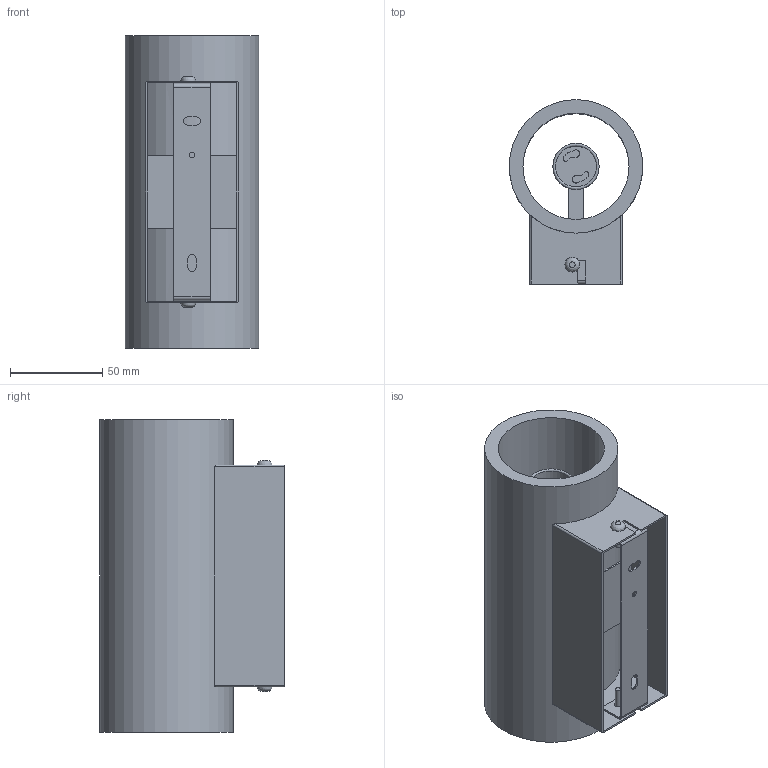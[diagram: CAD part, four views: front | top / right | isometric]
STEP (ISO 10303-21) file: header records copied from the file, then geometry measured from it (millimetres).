
FILE_DESCRIPTION(/* description */ (''),/* implementation_level */ '2;1');
FILE_NAME(/* name */ 'Tek W0425 v1.step',/* time_stamp */ '2025-08-07T12:25:41+02:00',/* author */ (''),/* organization */ (''),/* preprocessor_version */ 'ST-DEVELOPER v20.1',/* originating_system */ 'Autodesk Translation Framework v14.10.0.0',/* authorisation */ '');
FILE_SCHEMA (('AUTOMOTIVE_DESIGN { 1 0 10303 214 3 1 1 }'));
Length unit declared in the file: millimetre
Products named in the file (1): Tek W0425
Bounding box: 72.2 x 99.7 x 169 mm (x, y, z)
Volume: 291605 mm3; surface area: 128943.1 mm2
Topology: 9 solids, 9 shells, 159 faces, 390 edges, 254 vertices
Faces by surface type: plane 104, cylinder 51, torus 2, bspline 2
Full cylindrical faces by diameter (mm): 3 x3, 4 x2, 10 x1, 22 x2, 25 x2, 57.4 x1, 72.2 x1
Entity records: 4822 total; most frequent: CARTESIAN_POINT 917, DIRECTION 811, ORIENTED_EDGE 780, EDGE_CURVE 390, LINE 275, VECTOR 275, AXIS2_PLACEMENT_3D 268, VERTEX_POINT 254
